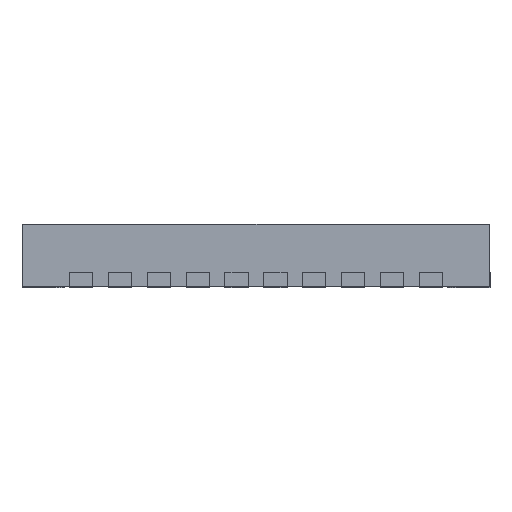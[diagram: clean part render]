
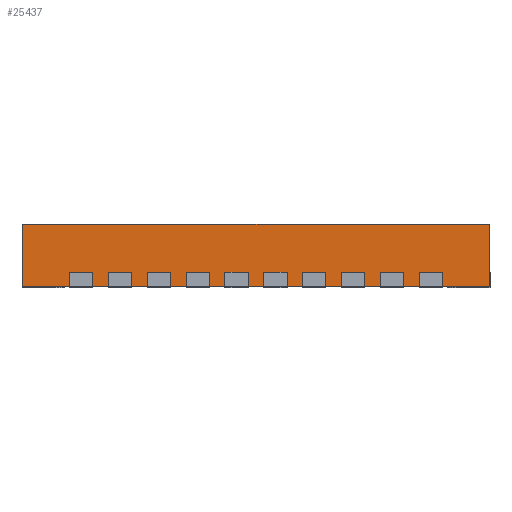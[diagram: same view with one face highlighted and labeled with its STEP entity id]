
A CAD part, left-side view. The second image highlights one B-rep face of the part: STEP entity #25437.
In plain terms, the highlighted planar face has unit normal (-1, 0, 0).
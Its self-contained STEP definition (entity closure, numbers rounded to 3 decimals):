
#386 = ORIENTED_EDGE ( 'NONE', *, *, #7959, .T. ) ;
#1034 = DIRECTION ( 'NONE',  ( 0., 0., -1. ) ) ;
#2313 = EDGE_CURVE ( 'NONE', #3259, #22171, #18985, .T. ) ;
#3254 = DIRECTION ( 'NONE',  ( 0., -1., 0. ) ) ;
#3259 = VERTEX_POINT ( 'NONE', #26708 ) ;
#3262 = CARTESIAN_POINT ( 'NONE',  ( -3., 3., 0.83 ) ) ;
#6499 = DIRECTION ( 'NONE',  ( 0., -1., 0. ) ) ;
#7959 = EDGE_CURVE ( 'NONE', #27293, #11114, #26132, .T. ) ;
#11091 = VECTOR ( 'NONE', #1034, 1000. ) ;
#11114 = VERTEX_POINT ( 'NONE', #17600 ) ;
#12331 = DIRECTION ( 'NONE',  ( 0., 0., -1. ) ) ;
#12602 = ORIENTED_EDGE ( 'NONE', *, *, #22663, .F. ) ;
#13804 = EDGE_CURVE ( 'NONE', #11114, #22171, #26933, .T. ) ;
#16277 = CARTESIAN_POINT ( 'NONE',  ( -3., 3., 0.03 ) ) ;
#16613 = CARTESIAN_POINT ( 'NONE',  ( -3., -3., 0.03 ) ) ;
#17194 = CARTESIAN_POINT ( 'NONE',  ( -3., 3., 0.83 ) ) ;
#17600 = CARTESIAN_POINT ( 'NONE',  ( -3., 3., 0.03 ) ) ;
#17677 = FACE_OUTER_BOUND ( 'NONE', #20977, .T. ) ;
#18069 = AXIS2_PLACEMENT_3D ( 'NONE', #25019, #29361, #22637 ) ;
#18494 = ORIENTED_EDGE ( 'NONE', *, *, #13804, .T. ) ;
#18666 = CARTESIAN_POINT ( 'NONE',  ( -3., -3., 0.83 ) ) ;
#18985 = LINE ( 'NONE', #18666, #27170 ) ;
#20977 = EDGE_LOOP ( 'NONE', ( #18494, #24619, #12602, #386 ) ) ;
#21368 = LINE ( 'NONE', #25962, #24068 ) ;
#22171 = VERTEX_POINT ( 'NONE', #16613 ) ;
#22637 = DIRECTION ( 'NONE',  ( 0., 1., 0. ) ) ;
#22663 = EDGE_CURVE ( 'NONE', #27293, #3259, #21368, .T. ) ;
#24068 = VECTOR ( 'NONE', #3254, 1000. ) ;
#24619 = ORIENTED_EDGE ( 'NONE', *, *, #2313, .F. ) ;
#25019 = CARTESIAN_POINT ( 'NONE',  ( -3., 3., 0.83 ) ) ;
#25427 = VECTOR ( 'NONE', #6499, 1000. ) ;
#25437 = ADVANCED_FACE ( 'NONE', ( #17677 ), #26796, .F. ) ;
#25962 = CARTESIAN_POINT ( 'NONE',  ( -3., 3., 0.83 ) ) ;
#26132 = LINE ( 'NONE', #3262, #11091 ) ;
#26708 = CARTESIAN_POINT ( 'NONE',  ( -3., -3., 0.83 ) ) ;
#26796 = PLANE ( 'NONE',  #18069 ) ;
#26933 = LINE ( 'NONE', #16277, #25427 ) ;
#27170 = VECTOR ( 'NONE', #12331, 1000. ) ;
#27293 = VERTEX_POINT ( 'NONE', #17194 ) ;
#29361 = DIRECTION ( 'NONE',  ( 1., 0., 0. ) ) ;
